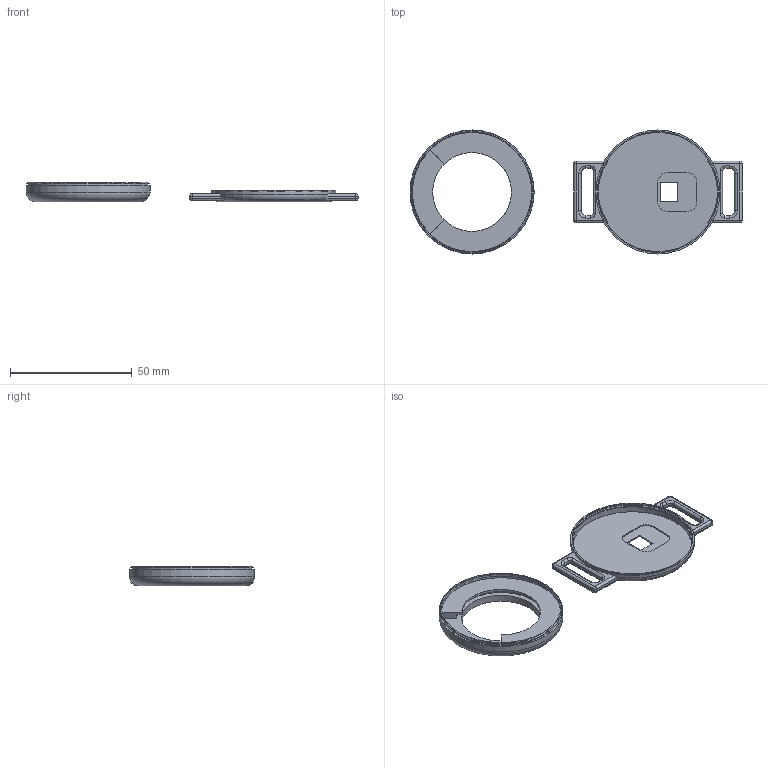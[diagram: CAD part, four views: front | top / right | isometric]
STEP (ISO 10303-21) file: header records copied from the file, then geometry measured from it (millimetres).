
FILE_DESCRIPTION(/* description */ ('STEP AP242','CAx-IF Rec.Pracs.---Representation and Presentation of Product Manufacturing Information (PMI)---4.0---2014-10-13','CAx-IF Rec.Pracs.---3D Tessellated Geometry---0.4---2014-09-14','2;1'),/* implementation_level */ '2;1');
FILE_NAME(/* name */ '67fb3fc2e058a23a917e09b9',/* time_stamp */ '2025-04-13T04:38:27Z',/* author */ (''),/* organization */ (''),/* preprocessor_version */ 'ST-DEVELOPER v20',/* originating_system */ 'ONSHAPE BY PTC INC, 1.196',/* authorisation */ ' ');
FILE_SCHEMA (('AP242_MANAGED_MODEL_BASED_3D_ENGINEERING_MIM_LF { 1 0 10303 442 1 1 4 }'));
Length unit declared in the file: metre
Products named in the file (4): case_v1_print_layout; Part 2; Part 1
Assembly tree (4 placements, depth 2):
  case_v1_print_layout
    Part 2  x2
    Part 1
    Part 1
Bounding box: 136.44 x 51 x 8 mm (x, y, z)
Volume: 8995.3 mm3; surface area: 11432.1 mm2
Topology: 4 solids, 4 shells, 124 faces, 278 edges, 161 vertices
Faces by surface type: cylinder 55, plane 41, torus 18, sphere 8, cone 2
Full cylindrical faces by diameter (mm): 32.4 x1, 49 x2, 49.6 x1, 49.8 x1, 51 x2
Entity records: 2278 total; most frequent: DIRECTION 414, CARTESIAN_POINT 375, ORIENTED_EDGE 330, AXIS2_PLACEMENT_3D 166, EDGE_CURVE 165, VERTEX_POINT 107, EDGE_LOOP 106, FACE_BOUND 106
